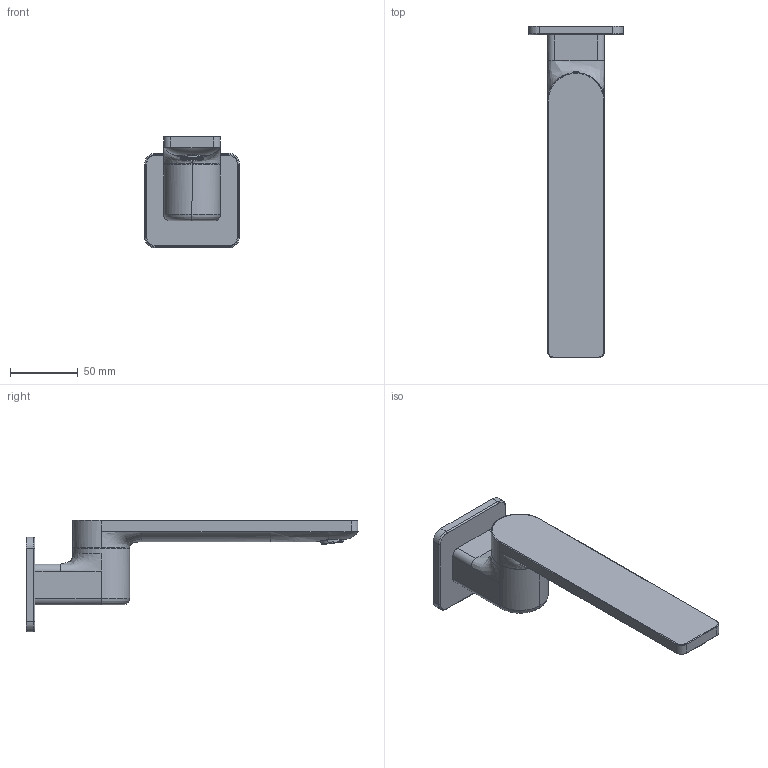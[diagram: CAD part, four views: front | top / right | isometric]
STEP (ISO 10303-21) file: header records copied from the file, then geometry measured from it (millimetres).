
FILE_DESCRIPTION(/* description */ (''),/* implementation_level */ '2;1');
FILE_NAME(/* name */ 'STEP - 168690200-2_29707, 29708, 29709',/* time_stamp */ '2025-04-14T14:45:33+10:00',/* author */ (''),/* organization */ (''),/* preprocessor_version */ 'ST-DEVELOPER v16.5',/* originating_system */ 'Rhino 7.37',/* authorisation */ '');
FILE_SCHEMA (('AUTOMOTIVE_DESIGN'));
Length unit declared in the file: millimetre
Products named in the file (13): Document; 168690200-2_ASM; 203126390126; 207040630701; 203126400126; 207040870701; 205074602405; 2060249301264; 2050767827051; 2020304506162; 205010881601; 2031013299013; 205011781601
Assembly tree (13 placements, depth 3):
  Document
    168690200-2_ASM
      203126390126
      207040630701
      203126400126
      207040870701
      205074602405
      2060249301264
      2050767827051
      2020304506162
      205010881601
      2031013299013
      205011781601  x2
Bounding box: 70 x 245.27 x 82.7 mm (x, y, z)
Volume: 115150.1 mm3; surface area: 90948.7 mm2
Topology: 12 solids, 12 shells, 1333 faces, 3713 edges, 2394 vertices
Faces by surface type: plane 923, bspline 212, cylinder 198
Entity records: 51502 total; most frequent: CARTESIAN_POINT 27151, ORIENTED_EDGE 7256, EDGE_CURVE 3628, B_SPLINE_CURVE_WITH_KNOTS 2938, VERTEX_POINT 2346, EDGE_LOOP 1586, ADVANCED_FACE 1300, FACE_OUTER_BOUND 1300
